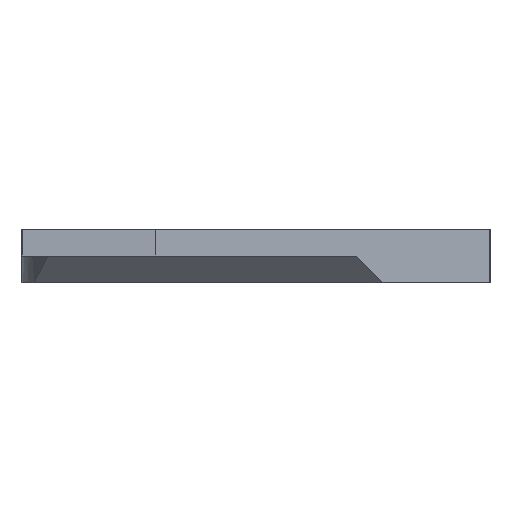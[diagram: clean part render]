
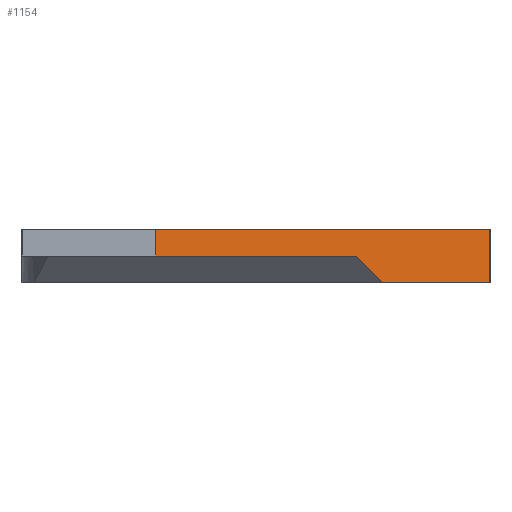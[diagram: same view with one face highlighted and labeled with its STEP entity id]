
A CAD part, left-side view. The second image highlights one B-rep face of the part: STEP entity #1154.
In plain terms, the highlighted planar face has unit normal (-0.707, -0.707, 0).
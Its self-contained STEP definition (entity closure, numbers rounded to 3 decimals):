
#6 = DIRECTION ( 'NONE',  ( 0., 0., 1. ) ) ;
#30 = DIRECTION ( 'NONE',  ( 0.707, -0.707, 0. ) ) ;
#32 = DIRECTION ( 'NONE',  ( -0.707, 0.707, 0. ) ) ;
#65 = CARTESIAN_POINT ( 'NONE',  ( -194., 30., 4. ) ) ;
#87 = DIRECTION ( 'NONE',  ( 0., 0., -1. ) ) ;
#91 = DIRECTION ( 'NONE',  ( 0.707, 0.707, 0. ) ) ;
#96 = FACE_OUTER_BOUND ( 'NONE', #278, .T. ) ;
#166 = LINE ( 'NONE', #1361, #280 ) ;
#172 = CARTESIAN_POINT ( 'NONE',  ( -144., -20., 8. ) ) ;
#174 = LINE ( 'NONE', #437, #1146 ) ;
#202 = CARTESIAN_POINT ( 'NONE',  ( -164., 0., 4. ) ) ;
#206 = VERTEX_POINT ( 'NONE', #65 ) ;
#225 = EDGE_CURVE ( 'NONE', #1050, #1448, #929, .T. ) ;
#249 = EDGE_CURVE ( 'NONE', #1448, #1207, #174, .T. ) ;
#278 = EDGE_LOOP ( 'NONE', ( #1251, #892, #1481, #972, #1564, #1200 ) ) ;
#280 = VECTOR ( 'NONE', #30, 1000. ) ;
#288 = DIRECTION ( 'NONE',  ( -0.577, 0.577, 0.577 ) ) ;
#337 = CARTESIAN_POINT ( 'NONE',  ( -144., -20., 8. ) ) ;
#367 = CARTESIAN_POINT ( 'NONE',  ( -194., 30., 8. ) ) ;
#383 = LINE ( 'NONE', #769, #867 ) ;
#437 = CARTESIAN_POINT ( 'NONE',  ( -144., -20., 0. ) ) ;
#455 = CARTESIAN_POINT ( 'NONE',  ( -144., -20., 8. ) ) ;
#472 = VERTEX_POINT ( 'NONE', #202 ) ;
#506 = CARTESIAN_POINT ( 'NONE',  ( -194., 30., 8. ) ) ;
#528 = VECTOR ( 'NONE', #6, 1000. ) ;
#531 = VECTOR ( 'NONE', #288, 1000. ) ;
#655 = CARTESIAN_POINT ( 'NONE',  ( -160., -4., 0. ) ) ;
#769 = CARTESIAN_POINT ( 'NONE',  ( -144., -20., 4. ) ) ;
#780 = LINE ( 'NONE', #1519, #531 ) ;
#867 = VECTOR ( 'NONE', #32, 1000. ) ;
#892 = ORIENTED_EDGE ( 'NONE', *, *, #907, .F. ) ;
#907 = EDGE_CURVE ( 'NONE', #206, #985, #1205, .T. ) ;
#923 = DIRECTION ( 'NONE',  ( -0.707, 0.707, 0. ) ) ;
#929 = LINE ( 'NONE', #337, #1406 ) ;
#972 = ORIENTED_EDGE ( 'NONE', *, *, #1213, .F. ) ;
#985 = VERTEX_POINT ( 'NONE', #506 ) ;
#1010 = EDGE_CURVE ( 'NONE', #985, #1050, #166, .T. ) ;
#1021 = AXIS2_PLACEMENT_3D ( 'NONE', #455, #91, #1317 ) ;
#1050 = VERTEX_POINT ( 'NONE', #172 ) ;
#1146 = VECTOR ( 'NONE', #923, 1000. ) ;
#1154 = ADVANCED_FACE ( 'NONE', ( #96 ), #1401, .F. ) ;
#1200 = ORIENTED_EDGE ( 'NONE', *, *, #225, .F. ) ;
#1205 = LINE ( 'NONE', #367, #528 ) ;
#1207 = VERTEX_POINT ( 'NONE', #655 ) ;
#1213 = EDGE_CURVE ( 'NONE', #1207, #472, #780, .T. ) ;
#1251 = ORIENTED_EDGE ( 'NONE', *, *, #1010, .F. ) ;
#1282 = CARTESIAN_POINT ( 'NONE',  ( -144., -20., 0. ) ) ;
#1317 = DIRECTION ( 'NONE',  ( 0., 0., -1. ) ) ;
#1361 = CARTESIAN_POINT ( 'NONE',  ( -192., 28., 8. ) ) ;
#1385 = EDGE_CURVE ( 'NONE', #472, #206, #383, .T. ) ;
#1401 = PLANE ( 'NONE',  #1021 ) ;
#1406 = VECTOR ( 'NONE', #87, 1000. ) ;
#1448 = VERTEX_POINT ( 'NONE', #1282 ) ;
#1481 = ORIENTED_EDGE ( 'NONE', *, *, #1385, .F. ) ;
#1519 = CARTESIAN_POINT ( 'NONE',  ( -180.667, 16.667, 20.667 ) ) ;
#1564 = ORIENTED_EDGE ( 'NONE', *, *, #249, .F. ) ;
